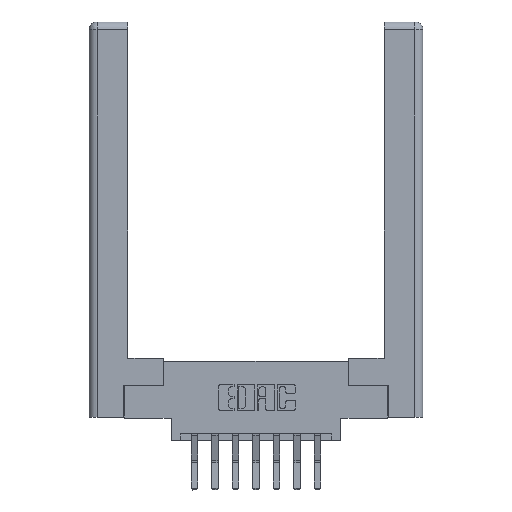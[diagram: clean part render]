
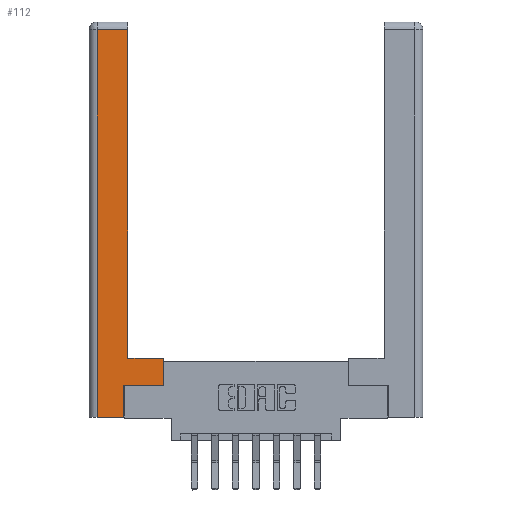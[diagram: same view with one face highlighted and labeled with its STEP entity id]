
A CAD part, top view. The second image highlights one B-rep face of the part: STEP entity #112.
In plain terms, the highlighted planar face has unit normal (0, 0, 1).
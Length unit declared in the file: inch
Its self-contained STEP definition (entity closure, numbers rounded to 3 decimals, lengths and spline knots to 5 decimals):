
#112 = ADVANCED_FACE ( 'NONE', ( #12566 ), #11735, .F. ) ;
#189 = VECTOR ( 'NONE', #8971, 39.37008 ) ;
#649 = ORIENTED_EDGE ( 'NONE', *, *, #12171, .T. ) ;
#949 = VECTOR ( 'NONE', #5326, 39.37008 ) ;
#1508 = CARTESIAN_POINT ( 'NONE',  ( 0.295, 2.94, 0. ) ) ;
#1526 = VERTEX_POINT ( 'NONE', #10448 ) ;
#1556 = DIRECTION ( 'NONE',  ( -1., 0., 0. ) ) ;
#1742 = CARTESIAN_POINT ( 'NONE',  ( 0.295, 3., 0. ) ) ;
#2159 = LINE ( 'NONE', #6358, #6339 ) ;
#2289 = EDGE_CURVE ( 'NONE', #11767, #7199, #11886, .T. ) ;
#2319 = ORIENTED_EDGE ( 'NONE', *, *, #7648, .T. ) ;
#2446 = VECTOR ( 'NONE', #5712, 39.37008 ) ;
#2825 = DIRECTION ( 'NONE',  ( 0., 0., -1. ) ) ;
#2839 = LINE ( 'NONE', #8270, #949 ) ;
#3201 = ORIENTED_EDGE ( 'NONE', *, *, #5984, .T. ) ;
#3343 = CARTESIAN_POINT ( 'NONE',  ( 0.0615, 2.94, 0. ) ) ;
#3366 = CARTESIAN_POINT ( 'NONE',  ( 0.265, 0.245, 0. ) ) ;
#3841 = VERTEX_POINT ( 'NONE', #3343 ) ;
#3949 = CARTESIAN_POINT ( 'NONE',  ( 0.295, 0.45, 0. ) ) ;
#4030 = CARTESIAN_POINT ( 'NONE',  ( 0.565, 0.245, 0. ) ) ;
#4498 = DIRECTION ( 'NONE',  ( 1., 0., 0. ) ) ;
#4921 = EDGE_CURVE ( 'NONE', #4933, #11767, #2839, .T. ) ;
#4929 = CARTESIAN_POINT ( 'NONE',  ( 0.265, 0.245, 0. ) ) ;
#4933 = VERTEX_POINT ( 'NONE', #3366 ) ;
#5300 = CARTESIAN_POINT ( 'NONE',  ( 0.565, 0.45, 0. ) ) ;
#5326 = DIRECTION ( 'NONE',  ( 1., 0., 0. ) ) ;
#5352 = DIRECTION ( 'NONE',  ( 0., -1., 0. ) ) ;
#5426 = ORIENTED_EDGE ( 'NONE', *, *, #2289, .T. ) ;
#5528 = EDGE_LOOP ( 'NONE', ( #2319, #8529, #3201, #10086, #10320, #7059, #5426, #649 ) ) ;
#5712 = DIRECTION ( 'NONE',  ( -1., 0., 0. ) ) ;
#5964 = VERTEX_POINT ( 'NONE', #10305 ) ;
#5984 = EDGE_CURVE ( 'NONE', #3841, #1526, #7386, .T. ) ;
#6339 = VECTOR ( 'NONE', #4498, 39.37008 ) ;
#6358 = CARTESIAN_POINT ( 'NONE',  ( 0.265, 0., 0. ) ) ;
#7059 = ORIENTED_EDGE ( 'NONE', *, *, #4921, .T. ) ;
#7199 = VERTEX_POINT ( 'NONE', #11460 ) ;
#7386 = LINE ( 'NONE', #12385, #7722 ) ;
#7648 = EDGE_CURVE ( 'NONE', #11721, #10006, #9847, .T. ) ;
#7722 = VECTOR ( 'NONE', #5352, 39.37008 ) ;
#7728 = CARTESIAN_POINT ( 'NONE',  ( 0., 0., 0. ) ) ;
#7769 = CARTESIAN_POINT ( 'NONE',  ( 0.295, 0.45, 0. ) ) ;
#7840 = VECTOR ( 'NONE', #12694, 39.37008 ) ;
#8044 = LINE ( 'NONE', #7769, #2446 ) ;
#8270 = CARTESIAN_POINT ( 'NONE',  ( 0.565, 0.245, 0. ) ) ;
#8529 = ORIENTED_EDGE ( 'NONE', *, *, #10754, .T. ) ;
#8579 = LINE ( 'NONE', #4929, #189 ) ;
#8971 = DIRECTION ( 'NONE',  ( 0., 1., 0. ) ) ;
#9292 = EDGE_CURVE ( 'NONE', #5964, #4933, #8579, .T. ) ;
#9415 = CARTESIAN_POINT ( 'NONE',  ( 0.0615, 2.94, 0. ) ) ;
#9738 = VECTOR ( 'NONE', #10345, 39.37008 ) ;
#9781 = AXIS2_PLACEMENT_3D ( 'NONE', #7728, #2825, #11781 ) ;
#9847 = LINE ( 'NONE', #1742, #7840 ) ;
#10006 = VERTEX_POINT ( 'NONE', #1508 ) ;
#10070 = LINE ( 'NONE', #9415, #11621 ) ;
#10086 = ORIENTED_EDGE ( 'NONE', *, *, #10810, .T. ) ;
#10305 = CARTESIAN_POINT ( 'NONE',  ( 0.265, 0., 0. ) ) ;
#10320 = ORIENTED_EDGE ( 'NONE', *, *, #9292, .T. ) ;
#10345 = DIRECTION ( 'NONE',  ( 0., 1., 0. ) ) ;
#10448 = CARTESIAN_POINT ( 'NONE',  ( 0.0615, 0., 0. ) ) ;
#10754 = EDGE_CURVE ( 'NONE', #10006, #3841, #10070, .T. ) ;
#10810 = EDGE_CURVE ( 'NONE', #1526, #5964, #2159, .T. ) ;
#11460 = CARTESIAN_POINT ( 'NONE',  ( 0.565, 0.45, 0. ) ) ;
#11621 = VECTOR ( 'NONE', #1556, 39.37008 ) ;
#11721 = VERTEX_POINT ( 'NONE', #3949 ) ;
#11735 = PLANE ( 'NONE',  #9781 ) ;
#11767 = VERTEX_POINT ( 'NONE', #4030 ) ;
#11781 = DIRECTION ( 'NONE',  ( -1., 0., 0. ) ) ;
#11886 = LINE ( 'NONE', #5300, #9738 ) ;
#12171 = EDGE_CURVE ( 'NONE', #7199, #11721, #8044, .T. ) ;
#12385 = CARTESIAN_POINT ( 'NONE',  ( 0.0615, 0., 0. ) ) ;
#12566 = FACE_OUTER_BOUND ( 'NONE', #5528, .T. ) ;
#12694 = DIRECTION ( 'NONE',  ( 0., 1., 0. ) ) ;
